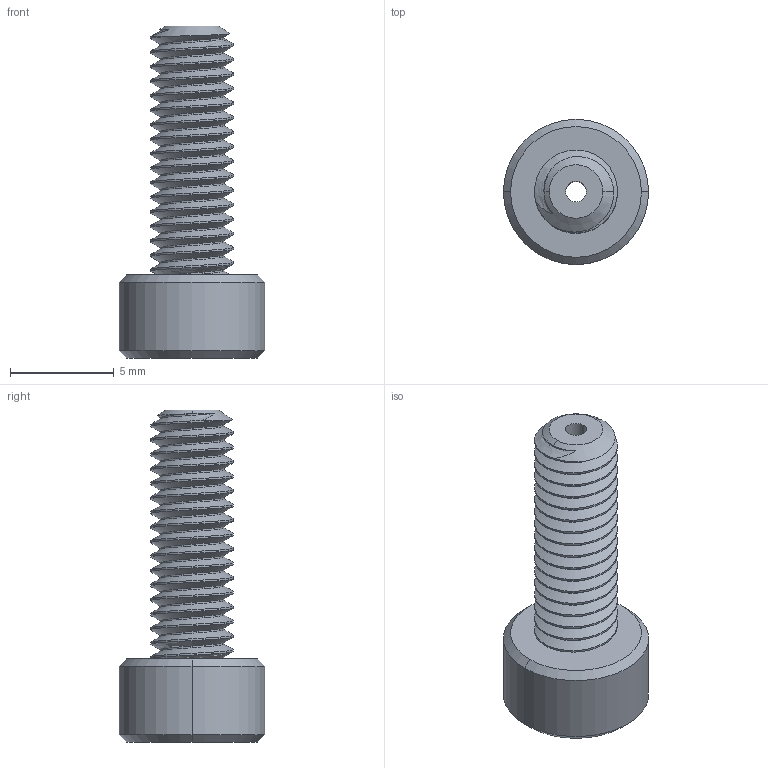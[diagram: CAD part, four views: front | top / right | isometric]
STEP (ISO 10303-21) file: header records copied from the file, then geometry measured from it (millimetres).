
FILE_DESCRIPTION (( 'STEP AP214' ), '1' );
FILE_NAME ('TTN188614-E0W.STEP', '2019-10-09T21:49:28', ( '' ), ( '' ), 'SwSTEP 2.0', 'SolidWorks 2018', '' );
FILE_SCHEMA (( 'AUTOMOTIVE_DESIGN' ));
Length unit declared in the file: millimetre
Products named in the file (1): TTN188614-E0W
Bounding box: 7 x 7 x 16 mm (x, y, z)
Volume: 241.3 mm3; surface area: 448.2 mm2
Topology: 1 solids, 1 shells, 98 faces, 265 edges, 171 vertices
Faces by surface type: cylinder 73, cone 13, plane 10, bspline 2
Entity records: 4780 total; most frequent: CARTESIAN_POINT 2701, ORIENTED_EDGE 530, DIRECTION 336, EDGE_CURVE 265, VERTEX_POINT 171, AXIS2_PLACEMENT_3D 123, EDGE_LOOP 102, ADVANCED_FACE 98
